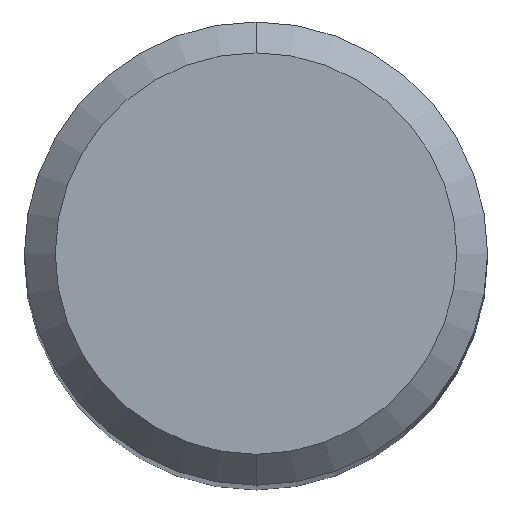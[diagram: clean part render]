
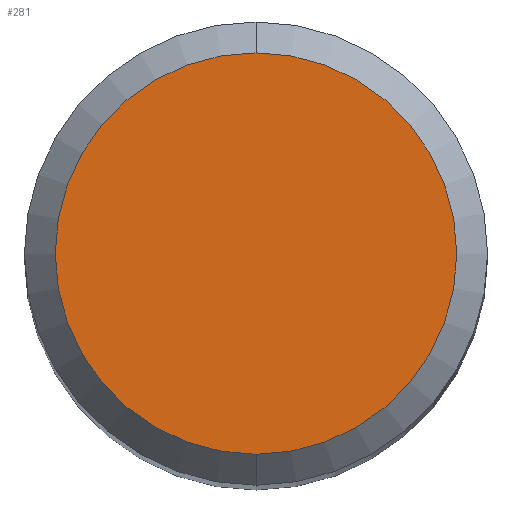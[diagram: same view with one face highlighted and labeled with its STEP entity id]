
A CAD part, top view. The second image highlights one B-rep face of the part: STEP entity #281.
In plain terms, the highlighted planar face has unit normal (0, 0, 1).
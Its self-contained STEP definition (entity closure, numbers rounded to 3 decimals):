
#213=EDGE_CURVE('',#465,#441,#542,.T.);
#281=ADVANCED_FACE('',(#615),#616,.T.);
#441=VERTEX_POINT('',#793);
#465=VERTEX_POINT('',#818);
#475=EDGE_CURVE('',#441,#465,#829,.T.);
#542=CIRCLE('',#892,2.6);
#615=FACE_OUTER_BOUND('',#1010,.T.);
#616=PLANE('',#1011);
#793=CARTESIAN_POINT('',(0.0,2.6,0.0));
#818=CARTESIAN_POINT('',(0.,-2.6,0.0));
#829=CIRCLE('',#1485,2.6);
#892=AXIS2_PLACEMENT_3D('',#1559,#1560,#1561);
#1010=EDGE_LOOP('',(#1643,#1644));
#1011=AXIS2_PLACEMENT_3D('',#1645,#1646,#1647);
#1485=AXIS2_PLACEMENT_3D('',#1882,#1883,#1884);
#1559=CARTESIAN_POINT('',(0.0,0.0,0.0));
#1560=DIRECTION('',(0.0,0.0,-1.0));
#1561=DIRECTION('',(0.0,1.0,0.0));
#1643=ORIENTED_EDGE('',*,*,#475,.F.);
#1644=ORIENTED_EDGE('',*,*,#213,.F.);
#1645=CARTESIAN_POINT('',(0.0,1.3,0.0));
#1646=DIRECTION('',(-0.0,0.0,1.0));
#1647=DIRECTION('',(0.0,-1.0,0.0));
#1882=CARTESIAN_POINT('',(0.0,0.0,0.0));
#1883=DIRECTION('',(0.0,0.0,-1.0));
#1884=DIRECTION('',(0.0,1.0,0.0));
